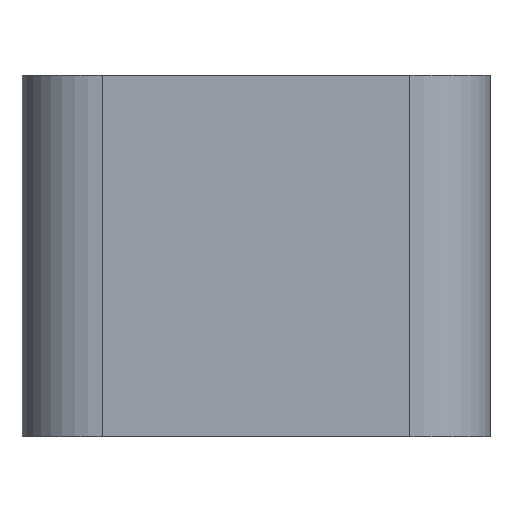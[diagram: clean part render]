
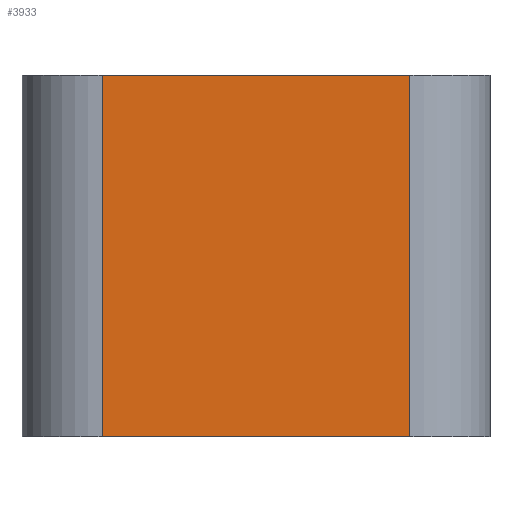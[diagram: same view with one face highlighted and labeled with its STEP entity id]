
A CAD part, left-side view. The second image highlights one B-rep face of the part: STEP entity #3933.
In plain terms, the highlighted planar face has unit normal (-1, 0, 0).
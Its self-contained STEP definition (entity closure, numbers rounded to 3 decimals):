
#31=PLANE('',#4174);
#226=FACE_OUTER_BOUND('',#432,.T.);
#432=EDGE_LOOP('',(#3006,#3007,#3008,#3009));
#630=LINE('',#5441,#1183);
#824=LINE('',#5855,#1377);
#825=LINE('',#5859,#1378);
#826=LINE('',#5860,#1379);
#1183=VECTOR('',#4409,10.);
#1377=VECTOR('',#4663,10.);
#1378=VECTOR('',#4668,10.);
#1379=VECTOR('',#4669,10.);
#1777=VERTEX_POINT('',#5438);
#1778=VERTEX_POINT('',#5440);
#1968=VERTEX_POINT('',#5854);
#1969=VERTEX_POINT('',#5858);
#2169=EDGE_CURVE('',#1777,#1778,#630,.T.);
#2377=EDGE_CURVE('',#1968,#1778,#824,.T.);
#2379=EDGE_CURVE('',#1969,#1777,#825,.T.);
#2380=EDGE_CURVE('',#1968,#1969,#826,.T.);
#3006=ORIENTED_EDGE('',*,*,#2379,.F.);
#3007=ORIENTED_EDGE('',*,*,#2380,.F.);
#3008=ORIENTED_EDGE('',*,*,#2377,.T.);
#3009=ORIENTED_EDGE('',*,*,#2169,.F.);
#3933=ADVANCED_FACE('',(#226),#31,.T.);
#4174=AXIS2_PLACEMENT_3D('',#5857,#4666,#4667);
#4409=DIRECTION('',(0.,-1.,0.));
#4663=DIRECTION('',(0.,0.,1.));
#4666=DIRECTION('center_axis',(-1.,0.,0.));
#4667=DIRECTION('ref_axis',(0.,-1.,0.));
#4668=DIRECTION('',(0.,0.,1.));
#4669=DIRECTION('',(0.,1.,0.));
#5438=CARTESIAN_POINT('',(-2.5,14.525,27.5));
#5440=CARTESIAN_POINT('',(-2.5,-8.475,27.5));
#5441=CARTESIAN_POINT('',(-2.5,14.525,27.5));
#5854=CARTESIAN_POINT('',(-2.5,-8.475,0.5));
#5855=CARTESIAN_POINT('',(-2.5,-8.475,1.5));
#5857=CARTESIAN_POINT('Origin',(-2.5,14.525,1.5));
#5858=CARTESIAN_POINT('',(-2.5,14.525,0.5));
#5859=CARTESIAN_POINT('',(-2.5,14.525,1.5));
#5860=CARTESIAN_POINT('',(-2.5,14.525,0.5));
